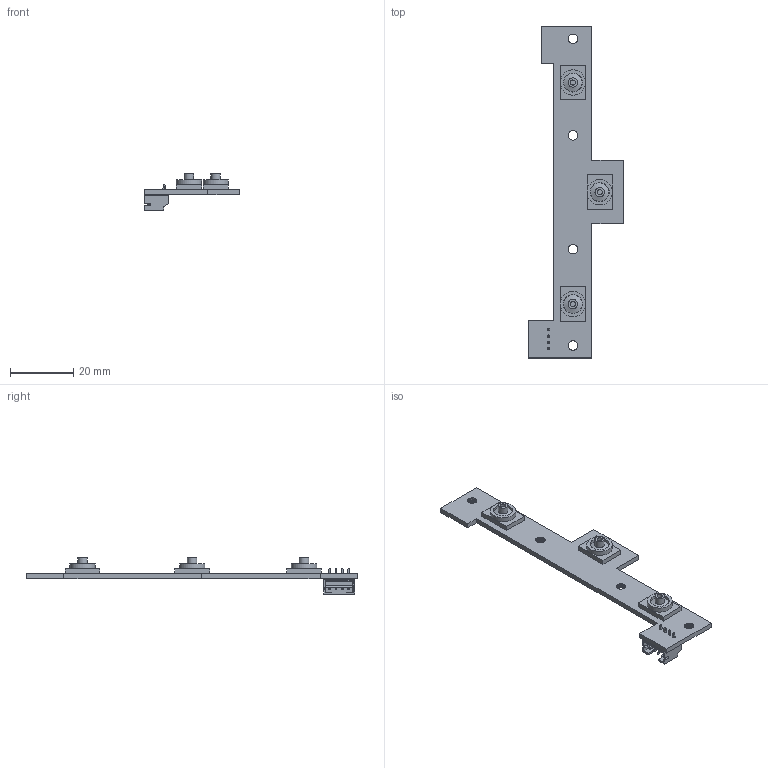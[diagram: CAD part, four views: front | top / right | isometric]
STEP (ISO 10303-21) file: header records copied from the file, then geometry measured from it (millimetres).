
FILE_DESCRIPTION(('KiCad electronic assembly'),'2;1');
FILE_NAME('RightButtonsDesignLab.step','2024-01-29T22:07:32',('Pcbnew'), ('Kicad'),'Open CASCADE STEP processor 7.6','KiCad to STEP converter', 'Unknown');
FILE_SCHEMA(('AUTOMOTIVE_DESIGN { 1 0 10303 214 1 1 1 1 }'));
Length unit declared in the file: millimetre
Products named in the file (6): RightButtonsDesignLab 1; Play Button TR12S v3; COMPOUND; S4B-PH-K-S(LF)(SN); PCB
Assembly tree (7 placements, depth 3):
  RightButtonsDesignLab 1
    Play Button TR12S v3  x3
      COMPOUND
    S4B-PH-K-S(LF)(SN)
      COMPOUND
    PCB
Bounding box: 30.01 x 105 x 11.5 mm (x, y, z)
Volume: 3362.3 mm3; surface area: 5383.5 mm2
Topology: 12 solids, 12 shells, 368 faces, 976 edges, 634 vertices
Faces by surface type: plane 328, cylinder 37, cone 3
Full cylindrical faces by diameter (mm): 0.7 x4, 1.6 x3, 3 x3, 5.8 x3, 6 x3, 8 x3
Entity records: 22511 total; most frequent: CARTESIAN_POINT 3856, DIRECTION 3444, LINE 2625, VECTOR 2625, ORIENTED_EDGE 1824, PCURVE 1824, DEFINITIONAL_REPRESENTATION 1824, EDGE_CURVE 912
